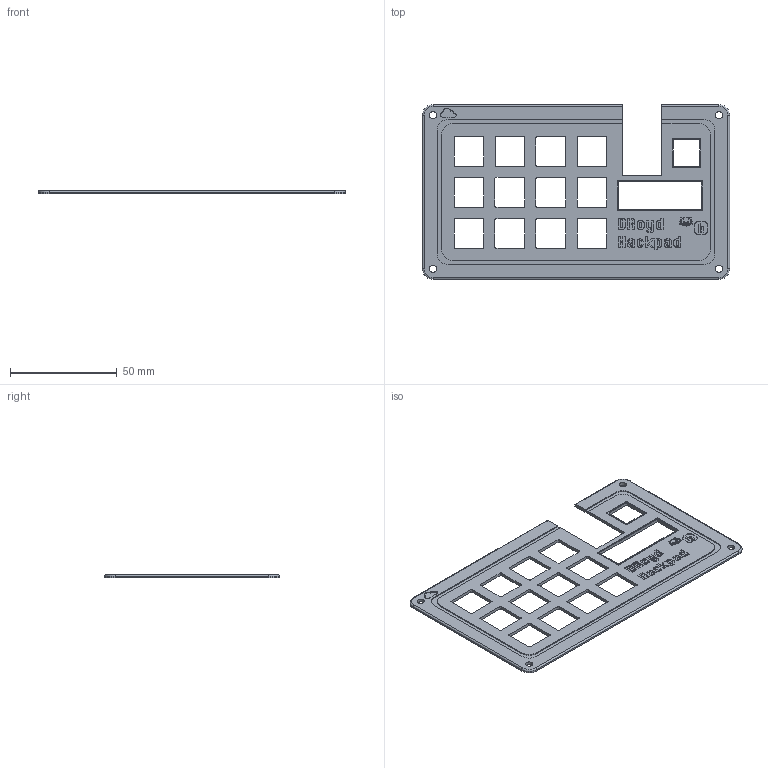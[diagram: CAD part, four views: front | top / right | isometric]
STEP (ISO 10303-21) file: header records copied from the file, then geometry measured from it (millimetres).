
FILE_DESCRIPTION(/* description */ (''),/* implementation_level */ '2;1');
FILE_NAME(/* name */ 'Top_Cover.step',/* time_stamp */ '2025-06-28T13:54:10-07:00',/* author */ (''),/* organization */ (''),/* preprocessor_version */ 'ST-DEVELOPER v20.1',/* originating_system */ 'Autodesk Translation Framework v14.10.0.0',/* authorisation */ '');
FILE_SCHEMA (('AUTOMOTIVE_DESIGN { 1 0 10303 214 3 1 1 }'));
Length unit declared in the file: millimetre
Products named in the file (1): Top_Cover
Bounding box: 144 x 82 x 1.7 mm (x, y, z)
Volume: 15.8 mm3; surface area: 18869.5 mm2
Topology: 2 solids, 3 shells, 654 faces, 1849 edges, 1228 vertices
Faces by surface type: plane 311, bspline 270, cylinder 69, torus 4
Full cylindrical faces by diameter (mm): 3.4 x4
Entity records: 22728 total; most frequent: CARTESIAN_POINT 7794, ORIENTED_EDGE 3697, DIRECTION 2209, EDGE_CURVE 1849, VERTEX_POINT 1228, LINE 1155, VECTOR 1155, EDGE_LOOP 723
